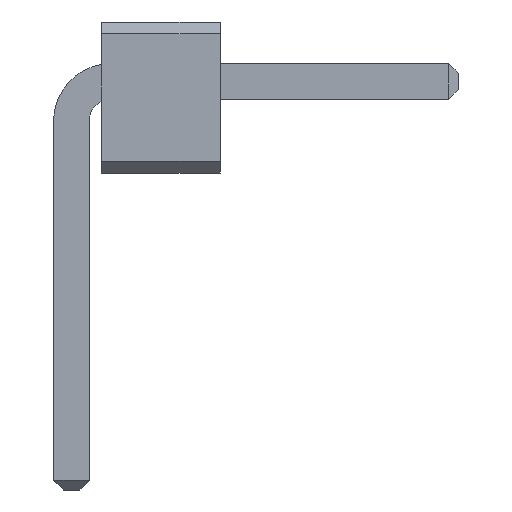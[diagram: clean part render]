
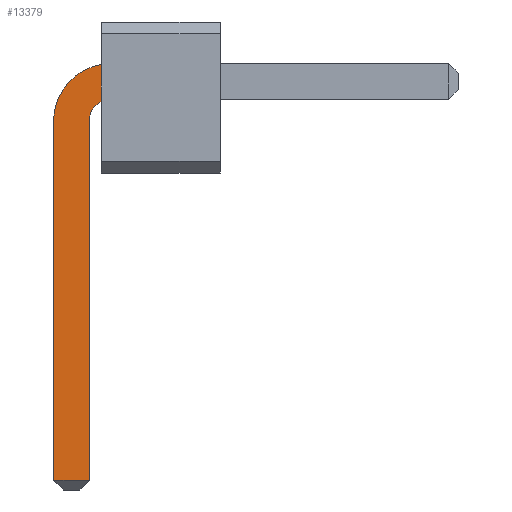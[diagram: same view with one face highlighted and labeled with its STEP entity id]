
A CAD part, front view. The second image highlights one B-rep face of the part: STEP entity #13379.
In plain terms, the highlighted planar face has unit normal (0, -1, 0).
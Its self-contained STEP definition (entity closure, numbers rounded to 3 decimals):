
#4524 = VERTEX_POINT('',#4525);
#4525 = CARTESIAN_POINT('',(0.25,-26.15,0.779));
#4531 = EDGE_CURVE('',#4524,#4532,#4534,.T.);
#4532 = VERTEX_POINT('',#4533);
#4533 = CARTESIAN_POINT('',(0.25,-26.15,0.467));
#4534 = LINE('',#4535,#4536);
#4535 = CARTESIAN_POINT('',(0.25,-26.15,0.1));
#4536 = VECTOR('',#4537,1.);
#4537 = DIRECTION('',(0.,0.,-1.));
#13360 = EDGE_CURVE('',#4532,#13361,#13363,.T.);
#13361 = VERTEX_POINT('',#13362);
#13362 = CARTESIAN_POINT('',(0.15,-26.15,0.335));
#13363 = CIRCLE('',#13364,0.194);
#13364 = AXIS2_PLACEMENT_3D('',#13365,#13366,#13367);
#13365 = CARTESIAN_POINT('',(0.34,-26.15,0.295));
#13366 = DIRECTION('',(0.,-1.,0.));
#13367 = DIRECTION('',(-0.207,0.,0.978
));
#13379 = ADVANCED_FACE('',(#13380),#13415,.F.);
#13380 = FACE_BOUND('',#13381,.F.);
#13381 = EDGE_LOOP('',(#13382,#13383,#13384,#13392,#13400,#13408));
#13382 = ORIENTED_EDGE('',*,*,#4531,.T.);
#13383 = ORIENTED_EDGE('',*,*,#13360,.T.);
#13384 = ORIENTED_EDGE('',*,*,#13385,.T.);
#13385 = EDGE_CURVE('',#13361,#13386,#13388,.T.);
#13386 = VERTEX_POINT('',#13387);
#13387 = CARTESIAN_POINT('',(0.15,-26.15,-2.72));
#13388 = LINE('',#13389,#13390);
#13389 = CARTESIAN_POINT('',(0.15,-26.15,0.335));
#13390 = VECTOR('',#13391,1.);
#13391 = DIRECTION('',(0.,0.,-1.));
#13392 = ORIENTED_EDGE('',*,*,#13393,.T.);
#13393 = EDGE_CURVE('',#13386,#13394,#13396,.T.);
#13394 = VERTEX_POINT('',#13395);
#13395 = CARTESIAN_POINT('',(-0.15,-26.15,-2.72));
#13396 = LINE('',#13397,#13398);
#13397 = CARTESIAN_POINT('',(0.15,-26.15,-2.72));
#13398 = VECTOR('',#13399,1.);
#13399 = DIRECTION('',(-1.,0.,0.));
#13400 = ORIENTED_EDGE('',*,*,#13401,.T.);
#13401 = EDGE_CURVE('',#13394,#13402,#13404,.T.);
#13402 = VERTEX_POINT('',#13403);
#13403 = CARTESIAN_POINT('',(-0.15,-26.15,0.335));
#13404 = LINE('',#13405,#13406);
#13405 = CARTESIAN_POINT('',(-0.15,-26.15,-2.8));
#13406 = VECTOR('',#13407,1.);
#13407 = DIRECTION('',(0.,0.,1.));
#13408 = ORIENTED_EDGE('',*,*,#13409,.T.);
#13409 = EDGE_CURVE('',#13402,#4524,#13410,.T.);
#13410 = CIRCLE('',#13411,0.485);
#13411 = AXIS2_PLACEMENT_3D('',#13412,#13413,#13414);
#13412 = CARTESIAN_POINT('',(0.333,-26.15,0.302));
#13413 = DIRECTION('',(0.,1.,0.));
#13414 = DIRECTION('',(-0.998,0.,
0.069));
#13415 = PLANE('',#13416);
#13416 = AXIS2_PLACEMENT_3D('',#13417,#13418,#13419);
#13417 = CARTESIAN_POINT('',(0.841,-26.15,-0.301));
#13418 = DIRECTION('',(0.,1.,-0.));
#13419 = DIRECTION('',(0.,0.,-1.));
